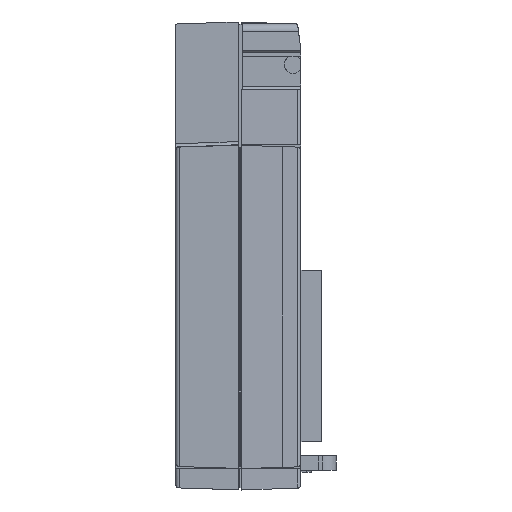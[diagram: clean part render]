
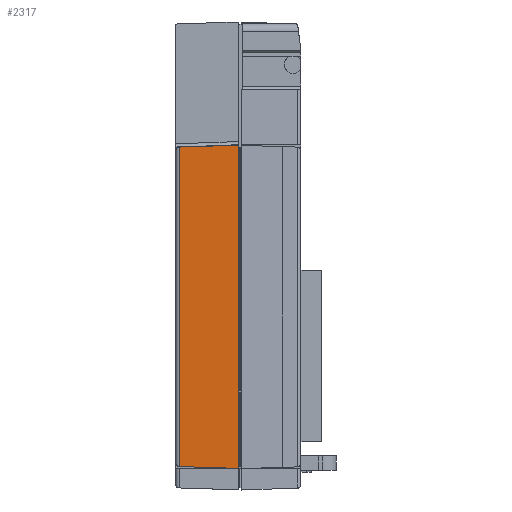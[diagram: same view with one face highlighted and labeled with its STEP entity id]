
A CAD part, left-side view. The second image highlights one B-rep face of the part: STEP entity #2317.
In plain terms, the highlighted planar face has unit normal (-1, 0.031, 0).
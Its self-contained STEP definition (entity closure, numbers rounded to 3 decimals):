
#2317=ADVANCED_FACE('Corps principal',(#5925),#5926,.F.);
#5925=FACE_OUTER_BOUND('',#10923,.T.);
#5926=PLANE('',#10924);
#10923=EDGE_LOOP('',(#18430,#18431,#18432,#18433));
#10924=AXIS2_PLACEMENT_3D('',#18434,#18435,#18436);
#18430=ORIENTED_EDGE('',*,*,#30496,.F.);
#18431=ORIENTED_EDGE('',*,*,#31561,.F.);
#18432=ORIENTED_EDGE('',*,*,#31567,.T.);
#18433=ORIENTED_EDGE('',*,*,#31585,.T.);
#18434=CARTESIAN_POINT('',(-94.0,17.5,-66.552));
#18435=DIRECTION('',(1.,-0.031,0.0));
#18436=DIRECTION('',(0.0,0.0,-1.0));
#30496=EDGE_CURVE('',#36729,#36733,#36735,.T.);
#31561=EDGE_CURVE('',#38315,#36729,#38316,.T.);
#31567=EDGE_CURVE('',#38315,#38323,#38325,.T.);
#31585=EDGE_CURVE('',#38323,#36733,#38349,.T.);
#36729=VERTEX_POINT('',#45682);
#36733=VERTEX_POINT('',#45695);
#36735=LINE('',#45708,#45709);
#38315=VERTEX_POINT('',#48191);
#38316=LINE('',#48192,#48193);
#38323=VERTEX_POINT('',#48203);
#38325=LINE('',#48206,#48207);
#38349=LINE('',#48243,#48244);
#45682=CARTESIAN_POINT('',(-93.48,34.031,-59.98));
#45695=CARTESIAN_POINT('',(-93.48,34.031,29.48));
#45708=CARTESIAN_POINT('',(-93.48,34.031,-1.026));
#45709=VECTOR('',#58313,1.0);
#48191=CARTESIAN_POINT('',(-94.0,17.5,-60.5));
#48192=CARTESIAN_POINT('',(-93.74,25.766,-60.24));
#48193=VECTOR('',#59380,1.0);
#48203=CARTESIAN_POINT('',(-94.0,17.5,30.0));
#48206=CARTESIAN_POINT('',(-94.0,17.5,-15.25));
#48207=VECTOR('',#59385,1.0);
#48243=CARTESIAN_POINT('',(-93.74,25.766,29.74));
#48244=VECTOR('',#59398,1.0);
#58313=DIRECTION('',(0.0,0.0,1.0));
#59380=DIRECTION('',(0.031,0.999,0.031));
#59385=DIRECTION('',(0.0,0.0,1.0));
#59398=DIRECTION('',(0.031,0.999,-0.031));
